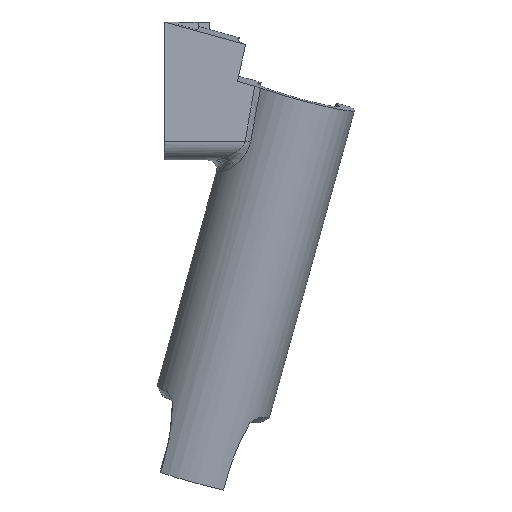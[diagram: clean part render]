
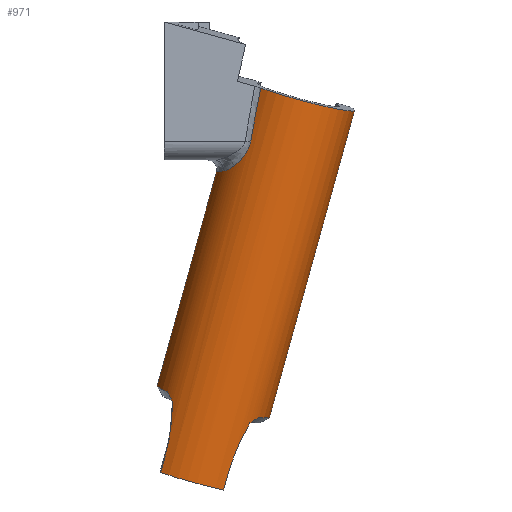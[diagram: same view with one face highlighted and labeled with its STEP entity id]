
A CAD part, left-side view. The second image highlights one B-rep face of the part: STEP entity #971.
In plain terms, the highlighted cylindrical face has radius 7.775 mm (diameter 15.55 mm), a partial arc.
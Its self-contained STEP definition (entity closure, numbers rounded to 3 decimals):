
#24=CIRCLE('',#1038,7.775);
#32=CIRCLE('',#1051,7.775);
#33=CIRCLE('',#1052,7.775);
#34=CIRCLE('',#1053,7.775);
#59=ELLIPSE('',#1033,10.996,7.775);
#60=ELLIPSE('',#1036,10.996,7.775);
#61=ELLIPSE('',#1050,8.202,7.775);
#62=ELLIPSE('',#1054,113.601,7.775);
#103=FACE_OUTER_BOUND('',#157,.T.);
#157=EDGE_LOOP('',(#683,#684,#685,#686,#687,#688,#689,#690,#691,#692,#693,
#694,#695,#696,#697));
#216=LINE('',#1471,#299);
#217=LINE('',#1485,#300);
#218=LINE('',#1487,#301);
#219=LINE('',#1491,#302);
#299=VECTOR('',#1169,10.);
#300=VECTOR('',#1174,10.);
#301=VECTOR('',#1177,10.);
#302=VECTOR('',#1180,10.);
#370=B_SPLINE_CURVE_WITH_KNOTS('',3,(#1394,#1395,#1396,#1397,#1398,#1399),
 .UNSPECIFIED.,.F.,.F.,(4,2,4),(1.591,1.977,2.296),
 .UNSPECIFIED.);
#371=B_SPLINE_CURVE_WITH_KNOTS('',3,(#1414,#1415,#1416,#1417,#1418,#1419),
 .UNSPECIFIED.,.F.,.F.,(4,2,4),(4.068,4.386,4.772),
 .UNSPECIFIED.);
#373=B_SPLINE_CURVE_WITH_KNOTS('',3,(#1475,#1476,#1477,#1478,#1479,#1480,
#1481),.UNSPECIFIED.,.F.,.F.,(4,1,1,1,4),(-0.721,-0.515,
-0.309,-0.103,0.),.UNSPECIFIED.);
#397=VERTEX_POINT('',#1391);
#398=VERTEX_POINT('',#1393);
#400=VERTEX_POINT('',#1404);
#401=VERTEX_POINT('',#1410);
#403=VERTEX_POINT('',#1413);
#406=VERTEX_POINT('',#1435);
#407=VERTEX_POINT('',#1441);
#408=VERTEX_POINT('',#1442);
#419=VERTEX_POINT('',#1473);
#420=VERTEX_POINT('',#1474);
#421=VERTEX_POINT('',#1482);
#422=VERTEX_POINT('',#1484);
#423=VERTEX_POINT('',#1488);
#424=VERTEX_POINT('',#1490);
#425=VERTEX_POINT('',#1492);
#496=EDGE_CURVE('',#397,#398,#370,.T.);
#499=EDGE_CURVE('',#400,#398,#59,.T.);
#502=EDGE_CURVE('',#403,#401,#371,.F.);
#507=EDGE_CURVE('',#406,#401,#60,.T.);
#508=EDGE_CURVE('',#407,#408,#24,.T.);
#523=EDGE_CURVE('',#397,#407,#216,.T.);
#524=EDGE_CURVE('',#419,#420,#373,.T.);
#525=EDGE_CURVE('',#419,#421,#61,.F.);
#526=EDGE_CURVE('',#421,#422,#217,.T.);
#527=EDGE_CURVE('',#422,#400,#32,.T.);
#528=EDGE_CURVE('',#403,#408,#218,.T.);
#529=EDGE_CURVE('',#406,#423,#33,.T.);
#530=EDGE_CURVE('',#424,#423,#219,.F.);
#531=EDGE_CURVE('',#425,#424,#34,.T.);
#532=EDGE_CURVE('',#420,#425,#62,.T.);
#683=ORIENTED_EDGE('',*,*,#524,.F.);
#684=ORIENTED_EDGE('',*,*,#525,.T.);
#685=ORIENTED_EDGE('',*,*,#526,.T.);
#686=ORIENTED_EDGE('',*,*,#527,.T.);
#687=ORIENTED_EDGE('',*,*,#499,.T.);
#688=ORIENTED_EDGE('',*,*,#496,.F.);
#689=ORIENTED_EDGE('',*,*,#523,.T.);
#690=ORIENTED_EDGE('',*,*,#508,.T.);
#691=ORIENTED_EDGE('',*,*,#528,.F.);
#692=ORIENTED_EDGE('',*,*,#502,.T.);
#693=ORIENTED_EDGE('',*,*,#507,.F.);
#694=ORIENTED_EDGE('',*,*,#529,.T.);
#695=ORIENTED_EDGE('',*,*,#530,.F.);
#696=ORIENTED_EDGE('',*,*,#531,.F.);
#697=ORIENTED_EDGE('',*,*,#532,.F.);
#951=CYLINDRICAL_SURFACE('',#1049,7.775);
#971=ADVANCED_FACE('',(#103),#951,.T.);
#1033=AXIS2_PLACEMENT_3D('',#1405,#1127,#1128);
#1036=AXIS2_PLACEMENT_3D('',#1439,#1136,#1137);
#1038=AXIS2_PLACEMENT_3D('',#1443,#1140,#1141);
#1049=AXIS2_PLACEMENT_3D('',#1472,#1170,#1171);
#1050=AXIS2_PLACEMENT_3D('',#1483,#1172,#1173);
#1051=AXIS2_PLACEMENT_3D('',#1486,#1175,#1176);
#1052=AXIS2_PLACEMENT_3D('',#1489,#1178,#1179);
#1053=AXIS2_PLACEMENT_3D('',#1493,#1181,#1182);
#1054=AXIS2_PLACEMENT_3D('',#1494,#1183,#1184);
#1127=DIRECTION('center_axis',(-0.045,-0.87,0.491));
#1128=DIRECTION('ref_axis',(-0.067,0.493,0.867));
#1136=DIRECTION('center_axis',(0.067,-0.493,-0.867));
#1137=DIRECTION('ref_axis',(0.045,0.87,-0.491));
#1140=DIRECTION('center_axis',(-0.079,-0.266,0.961));
#1141=DIRECTION('ref_axis',(-0.997,0.006,-0.081));
#1169=DIRECTION('',(0.079,0.266,-0.961));
#1170=DIRECTION('center_axis',(0.079,0.266,-0.961));
#1171=DIRECTION('ref_axis',(-0.997,0.006,-0.081));
#1172=DIRECTION('center_axis',(0.012,0.041,0.999));
#1173=DIRECTION('ref_axis',(0.285,0.957,-0.042));
#1174=DIRECTION('',(0.079,0.266,-0.961));
#1175=DIRECTION('center_axis',(-0.079,-0.266,0.961));
#1176=DIRECTION('ref_axis',(-0.997,0.006,-0.081));
#1177=DIRECTION('',(0.079,0.266,-0.961));
#1178=DIRECTION('center_axis',(-0.079,-0.266,0.961));
#1179=DIRECTION('ref_axis',(-0.997,0.006,-0.081));
#1180=DIRECTION('',(-0.079,-0.266,0.961));
#1181=DIRECTION('center_axis',(-0.079,-0.266,0.961));
#1182=DIRECTION('ref_axis',(-0.016,0.964,0.266));
#1183=DIRECTION('center_axis',(1.,-0.003,0.011));
#1184=DIRECTION('ref_axis',(0.011,0.267,-0.964));
#1391=CARTESIAN_POINT('',(371.834,1712.432,277.357));
#1393=CARTESIAN_POINT('',(372.035,1711.434,284.747));
#1394=CARTESIAN_POINT('Ctrl Pts',(371.834,1712.432,277.357));
#1395=CARTESIAN_POINT('Ctrl Pts',(371.732,1712.089,278.594));
#1396=CARTESIAN_POINT('Ctrl Pts',(371.68,1711.807,279.977));
#1397=CARTESIAN_POINT('Ctrl Pts',(371.755,1711.499,282.516));
#1398=CARTESIAN_POINT('Ctrl Pts',(371.853,1711.434,283.67));
#1399=CARTESIAN_POINT('Ctrl Pts',(372.035,1711.434,284.747));
#1404=CARTESIAN_POINT('',(373.092,1712.124,286.066));
#1405=CARTESIAN_POINT('Origin',(378.167,1707.667,278.64));
#1410=CARTESIAN_POINT('',(372.202,1701.12,281.902));
#1413=CARTESIAN_POINT('',(371.97,1704.046,275.044));
#1414=CARTESIAN_POINT('Ctrl Pts',(372.202,1701.12,281.902));
#1415=CARTESIAN_POINT('Ctrl Pts',(372.011,1701.666,280.976));
#1416=CARTESIAN_POINT('Ctrl Pts',(371.905,1702.199,279.951));
#1417=CARTESIAN_POINT('Ctrl Pts',(371.819,1703.234,277.612));
#1418=CARTESIAN_POINT('Ctrl Pts',(371.868,1703.703,276.28));
#1419=CARTESIAN_POINT('Ctrl Pts',(371.97,1704.046,275.044));
#1435=CARTESIAN_POINT('',(373.29,1699.883,282.689));
#1439=CARTESIAN_POINT('Origin',(378.167,1707.667,278.64));
#1441=CARTESIAN_POINT('',(372.005,1713.004,275.29));
#1442=CARTESIAN_POINT('',(372.141,1704.619,272.977));
#1443=CARTESIAN_POINT('Origin',(378.496,1708.772,274.653));
#1471=CARTESIAN_POINT('',(371.608,1711.673,280.093));
#1472=CARTESIAN_POINT('Origin',(377.702,1706.109,284.259));
#1473=CARTESIAN_POINT('',(371.802,1704.698,315.397));
#1474=CARTESIAN_POINT('',(368.516,1701.026,319.29));
#1475=CARTESIAN_POINT('Ctrl Pts',(371.802,1704.698,315.397));
#1476=CARTESIAN_POINT('Ctrl Pts',(371.273,1704.425,315.414));
#1477=CARTESIAN_POINT('Ctrl Pts',(370.312,1703.702,315.746));
#1478=CARTESIAN_POINT('Ctrl Pts',(369.256,1702.455,316.756));
#1479=CARTESIAN_POINT('Ctrl Pts',(368.659,1701.445,317.973));
#1480=CARTESIAN_POINT('Ctrl Pts',(368.52,1701.085,318.952));
#1481=CARTESIAN_POINT('Ctrl Pts',(368.516,1701.026,319.29));
#1482=CARTESIAN_POINT('',(378.282,1704.956,315.308));
#1483=CARTESIAN_POINT('Origin',(375.108,1697.407,315.653));
#1484=CARTESIAN_POINT('',(380.631,1712.834,286.886));
#1485=CARTESIAN_POINT('',(380.67,1712.968,286.406));
#1486=CARTESIAN_POINT('Origin',(377.662,1705.976,284.74));
#1487=CARTESIAN_POINT('',(371.744,1703.287,277.78));
#1488=CARTESIAN_POINT('',(380.853,1699.08,283.092));
#1489=CARTESIAN_POINT('Origin',(377.662,1705.976,284.74));
#1490=CARTESIAN_POINT('',(377.48,1687.764,323.918));
#1491=CARTESIAN_POINT('',(380.893,1699.213,282.612));
#1492=CARTESIAN_POINT('',(368.436,1699.696,326.479));
#1493=CARTESIAN_POINT('Origin',(374.289,1694.66,325.566));
#1494=CARTESIAN_POINT('Origin',(367.496,1671.872,407.775));
